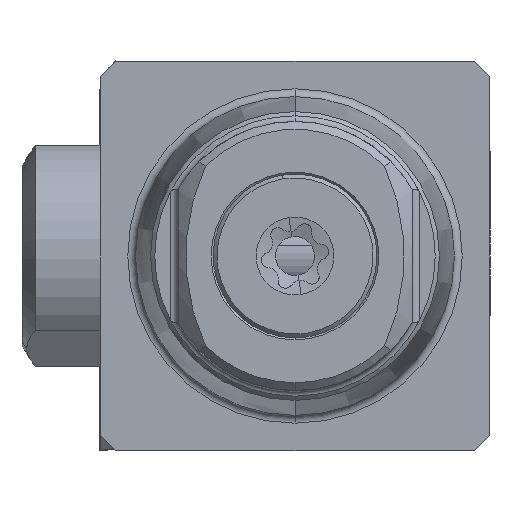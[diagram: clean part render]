
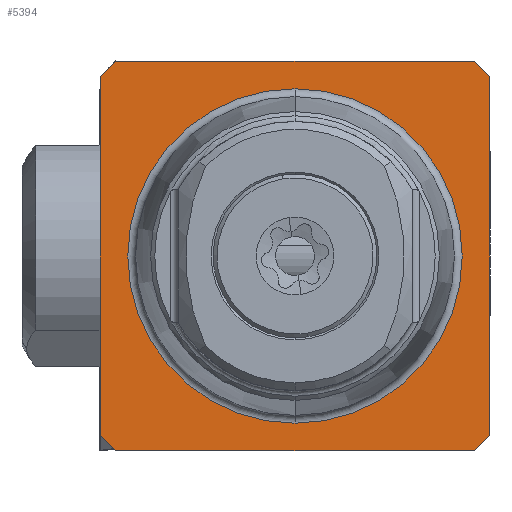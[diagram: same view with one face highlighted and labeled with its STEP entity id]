
A CAD part, left-side view. The second image highlights one B-rep face of the part: STEP entity #5394.
In plain terms, the highlighted planar face has unit normal (-1, 0, 0).
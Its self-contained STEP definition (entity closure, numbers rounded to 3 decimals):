
#58 = VECTOR ( 'NONE', #1623, 1000. ) ;
#73 = CARTESIAN_POINT ( 'NONE',  ( 0., -5., 5. ) ) ;
#160 = CARTESIAN_POINT ( 'NONE',  ( 0., 4.6, 5. ) ) ;
#197 = VERTEX_POINT ( 'NONE', #7816 ) ;
#331 = EDGE_CURVE ( 'NONE', #6233, #1071, #1906, .T. ) ;
#390 = VECTOR ( 'NONE', #2811, 1000. ) ;
#495 = EDGE_CURVE ( 'NONE', #1269, #4655, #7426, .T. ) ;
#529 = PLANE ( 'NONE',  #5915 ) ;
#694 = DIRECTION ( 'NONE',  ( 1., 0., 0. ) ) ;
#1071 = VERTEX_POINT ( 'NONE', #7273 ) ;
#1131 = DIRECTION ( 'NONE',  ( 0., 0., 1. ) ) ;
#1204 = CIRCLE ( 'NONE', #4334, 4.288 ) ;
#1269 = VERTEX_POINT ( 'NONE', #1534 ) ;
#1534 = CARTESIAN_POINT ( 'NONE',  ( 0., 0., -4.288 ) ) ;
#1584 = VECTOR ( 'NONE', #2740, 1000. ) ;
#1623 = DIRECTION ( 'NONE',  ( 0., -0.707, -0.707 ) ) ;
#1635 = CARTESIAN_POINT ( 'NONE',  ( 0., 4.6, 5. ) ) ;
#1701 = EDGE_CURVE ( 'NONE', #6233, #4367, #3466, .T. ) ;
#1906 = LINE ( 'NONE', #7494, #1584 ) ;
#2020 = DIRECTION ( 'NONE',  ( 0., 0., -1. ) ) ;
#2040 = ORIENTED_EDGE ( 'NONE', *, *, #3360, .F. ) ;
#2041 = LINE ( 'NONE', #4025, #6606 ) ;
#2079 = VECTOR ( 'NONE', #1131, 1000. ) ;
#2162 = DIRECTION ( 'NONE',  ( -1., 0., 0. ) ) ;
#2328 = EDGE_CURVE ( 'NONE', #4452, #6273, #2041, .T. ) ;
#2620 = ORIENTED_EDGE ( 'NONE', *, *, #495, .F. ) ;
#2637 = VECTOR ( 'NONE', #8316, 1000. ) ;
#2740 = DIRECTION ( 'NONE',  ( 0., 0.707, 0.707 ) ) ;
#2787 = DIRECTION ( 'NONE',  ( 0., 0., 1. ) ) ;
#2811 = DIRECTION ( 'NONE',  ( 0., 0., -1. ) ) ;
#2865 = ORIENTED_EDGE ( 'NONE', *, *, #4997, .T. ) ;
#2869 = VECTOR ( 'NONE', #3758, 1000. ) ;
#2957 = EDGE_CURVE ( 'NONE', #4655, #1269, #1204, .T. ) ;
#2974 = LINE ( 'NONE', #1635, #2637 ) ;
#3022 = CARTESIAN_POINT ( 'NONE',  ( 0., -4.6, -5. ) ) ;
#3236 = EDGE_CURVE ( 'NONE', #6664, #197, #2974, .T. ) ;
#3350 = FACE_OUTER_BOUND ( 'NONE', #8704, .T. ) ;
#3360 = EDGE_CURVE ( 'NONE', #3938, #197, #5243, .T. ) ;
#3456 = CARTESIAN_POINT ( 'NONE',  ( 0., -4.6, -5. ) ) ;
#3466 = LINE ( 'NONE', #73, #390 ) ;
#3622 = LINE ( 'NONE', #5769, #2869 ) ;
#3672 = EDGE_LOOP ( 'NONE', ( #7524, #2620 ) ) ;
#3690 = CARTESIAN_POINT ( 'NONE',  ( 0., -5., 4.6 ) ) ;
#3758 = DIRECTION ( 'NONE',  ( 0., -1., 0. ) ) ;
#3817 = DIRECTION ( 'NONE',  ( 0., -0.707, 0.707 ) ) ;
#3938 = VERTEX_POINT ( 'NONE', #4176 ) ;
#4025 = CARTESIAN_POINT ( 'NONE',  ( 0., 5., -5. ) ) ;
#4176 = CARTESIAN_POINT ( 'NONE',  ( 0., 5., -4.6 ) ) ;
#4334 = AXIS2_PLACEMENT_3D ( 'NONE', #6203, #2162, #2787 ) ;
#4367 = VERTEX_POINT ( 'NONE', #5297 ) ;
#4452 = VERTEX_POINT ( 'NONE', #3456 ) ;
#4483 = CARTESIAN_POINT ( 'NONE',  ( 0., 5., 5. ) ) ;
#4655 = VERTEX_POINT ( 'NONE', #7589 ) ;
#4808 = ORIENTED_EDGE ( 'NONE', *, *, #3236, .T. ) ;
#4997 = EDGE_CURVE ( 'NONE', #3938, #6273, #7578, .T. ) ;
#5126 = DIRECTION ( 'NONE',  ( -1., 0., 0. ) ) ;
#5170 = ORIENTED_EDGE ( 'NONE', *, *, #5995, .T. ) ;
#5243 = LINE ( 'NONE', #4483, #2079 ) ;
#5297 = CARTESIAN_POINT ( 'NONE',  ( 0., -5., -4.6 ) ) ;
#5394 = ADVANCED_FACE ( 'NONE', ( #3350, #8156 ), #529, .F. ) ;
#5577 = CARTESIAN_POINT ( 'NONE',  ( 0., 5., -4.6 ) ) ;
#5769 = CARTESIAN_POINT ( 'NONE',  ( 0., 5., 5. ) ) ;
#5866 = AXIS2_PLACEMENT_3D ( 'NONE', #8523, #5126, #6519 ) ;
#5915 = AXIS2_PLACEMENT_3D ( 'NONE', #7360, #694, #2020 ) ;
#5995 = EDGE_CURVE ( 'NONE', #4452, #4367, #7831, .T. ) ;
#6203 = CARTESIAN_POINT ( 'NONE',  ( 0., 0., 0. ) ) ;
#6230 = ORIENTED_EDGE ( 'NONE', *, *, #331, .T. ) ;
#6233 = VERTEX_POINT ( 'NONE', #3690 ) ;
#6273 = VERTEX_POINT ( 'NONE', #8298 ) ;
#6519 = DIRECTION ( 'NONE',  ( 0., 0., 1. ) ) ;
#6553 = ORIENTED_EDGE ( 'NONE', *, *, #1701, .F. ) ;
#6606 = VECTOR ( 'NONE', #8674, 1000. ) ;
#6664 = VERTEX_POINT ( 'NONE', #160 ) ;
#7273 = CARTESIAN_POINT ( 'NONE',  ( 0., -4.6, 5. ) ) ;
#7360 = CARTESIAN_POINT ( 'NONE',  ( 0., 4.288, 0. ) ) ;
#7386 = EDGE_CURVE ( 'NONE', #6664, #1071, #3622, .T. ) ;
#7426 = CIRCLE ( 'NONE', #5866, 4.288 ) ;
#7465 = ORIENTED_EDGE ( 'NONE', *, *, #7386, .F. ) ;
#7494 = CARTESIAN_POINT ( 'NONE',  ( 0., -5., 4.6 ) ) ;
#7524 = ORIENTED_EDGE ( 'NONE', *, *, #2957, .F. ) ;
#7578 = LINE ( 'NONE', #5577, #58 ) ;
#7589 = CARTESIAN_POINT ( 'NONE',  ( 0., 0., 4.288 ) ) ;
#7816 = CARTESIAN_POINT ( 'NONE',  ( 0., 5., 4.6 ) ) ;
#7831 = LINE ( 'NONE', #3022, #8201 ) ;
#7886 = ORIENTED_EDGE ( 'NONE', *, *, #2328, .F. ) ;
#8156 = FACE_BOUND ( 'NONE', #3672, .T. ) ;
#8201 = VECTOR ( 'NONE', #3817, 1000. ) ;
#8298 = CARTESIAN_POINT ( 'NONE',  ( 0., 4.6, -5. ) ) ;
#8316 = DIRECTION ( 'NONE',  ( 0., 0.707, -0.707 ) ) ;
#8523 = CARTESIAN_POINT ( 'NONE',  ( 0., 0., 0. ) ) ;
#8674 = DIRECTION ( 'NONE',  ( 0., 1., 0. ) ) ;
#8704 = EDGE_LOOP ( 'NONE', ( #6553, #6230, #7465, #4808, #2040, #2865, #7886, #5170 ) ) ;
